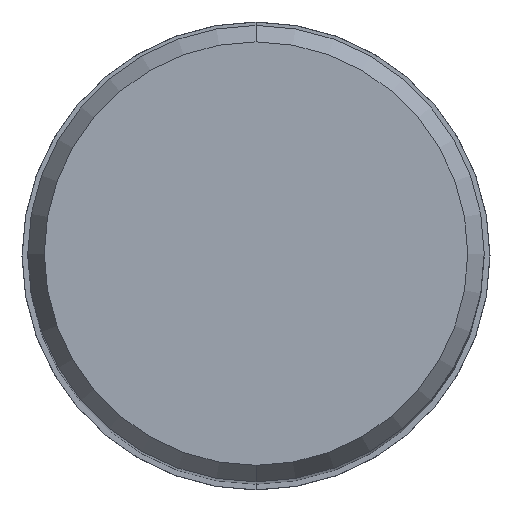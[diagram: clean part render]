
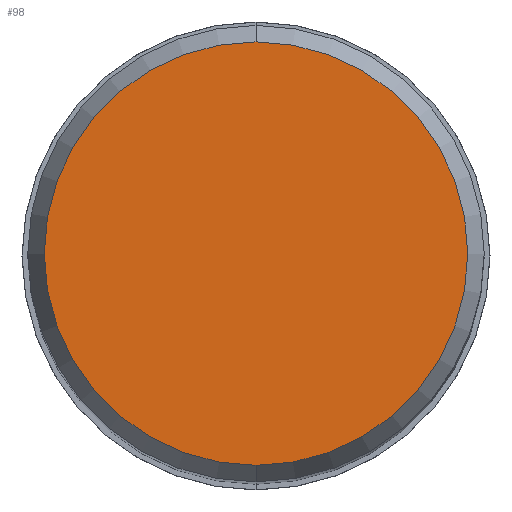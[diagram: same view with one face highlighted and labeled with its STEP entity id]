
A CAD part, top view. The second image highlights one B-rep face of the part: STEP entity #98.
In plain terms, the highlighted planar face has unit normal (0, 0, 1).
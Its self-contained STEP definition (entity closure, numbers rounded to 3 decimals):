
#94=EDGE_CURVE('',#152,#132,#210,.T.);
#98=ADVANCED_FACE('',(#214),#215,.T.);
#132=VERTEX_POINT('',#249);
#134=EDGE_CURVE('',#132,#152,#251,.T.);
#152=VERTEX_POINT('',#273);
#210=CIRCLE('',#332,8.837);
#214=FACE_OUTER_BOUND('',#337,.T.);
#215=PLANE('',#338);
#249=CARTESIAN_POINT('',(0.0,8.837,0.01));
#251=CIRCLE('',#388,8.837);
#273=CARTESIAN_POINT('',(0.,-8.837,0.01));
#332=AXIS2_PLACEMENT_3D('',#463,#464,#465);
#337=EDGE_LOOP('',(#470,#471));
#338=AXIS2_PLACEMENT_3D('',#472,#473,#474);
#388=AXIS2_PLACEMENT_3D('',#498,#499,#500);
#463=CARTESIAN_POINT('',(0.0,0.0,0.01));
#464=DIRECTION('',(0.0,0.0,-1.0));
#465=DIRECTION('',(0.0,1.0,0.0));
#470=ORIENTED_EDGE('',*,*,#134,.F.);
#471=ORIENTED_EDGE('',*,*,#94,.F.);
#472=CARTESIAN_POINT('',(0.0,4.419,0.01));
#473=DIRECTION('',(-0.0,0.0,1.0));
#474=DIRECTION('',(0.0,-1.0,0.0));
#498=CARTESIAN_POINT('',(0.0,0.0,0.01));
#499=DIRECTION('',(0.0,0.0,-1.0));
#500=DIRECTION('',(0.0,1.0,0.0));
